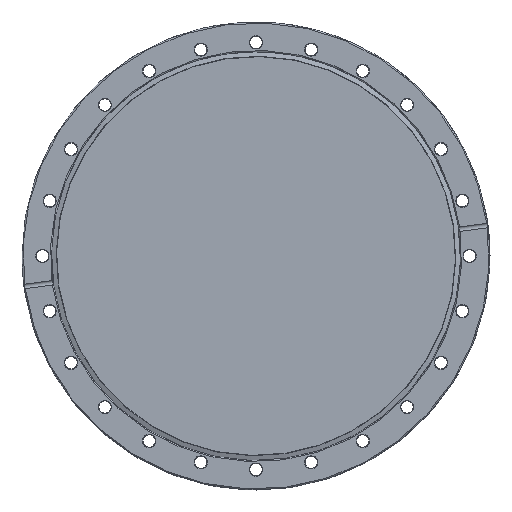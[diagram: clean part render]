
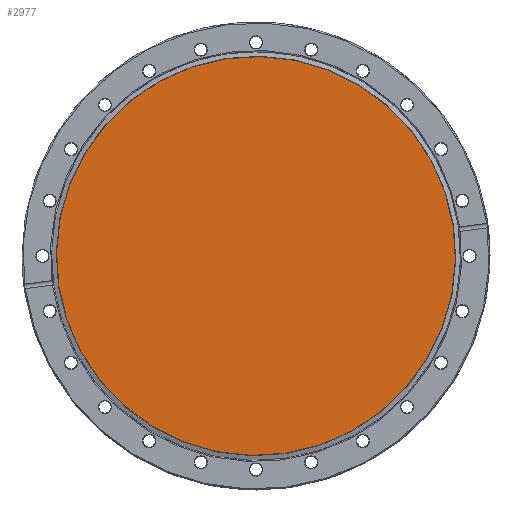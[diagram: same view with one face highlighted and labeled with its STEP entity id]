
A CAD part, front view. The second image highlights one B-rep face of the part: STEP entity #2977.
In plain terms, the highlighted face is planar.
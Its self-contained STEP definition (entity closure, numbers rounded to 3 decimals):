
#255=PLANE('',#3335);
#494=FACE_OUTER_BOUND('',#817,.T.);
#817=EDGE_LOOP('',(#2751));
#1224=CIRCLE('',#3333,108.264);
#1607=VERTEX_POINT('',#17006);
#1989=EDGE_CURVE('',#1607,#1607,#1224,.T.);
#2751=ORIENTED_EDGE('',*,*,#1989,.T.);
#2977=ADVANCED_FACE('',(#494),#255,.T.);
#3333=AXIS2_PLACEMENT_3D('',#17007,#4062,#4063);
#3335=AXIS2_PLACEMENT_3D('',#17010,#4066,#4067);
#4062=DIRECTION('center_axis',(0.,1.,0.));
#4063=DIRECTION('ref_axis',(1.,0.,0.));
#4066=DIRECTION('center_axis',(0.,1.,0.));
#4067=DIRECTION('ref_axis',(0.,0.,1.));
#17006=CARTESIAN_POINT('',(-108.264,15.89,0.));
#17007=CARTESIAN_POINT('Origin',(0.,15.89,0.));
#17010=CARTESIAN_POINT('Origin',(0.,15.89,0.));
